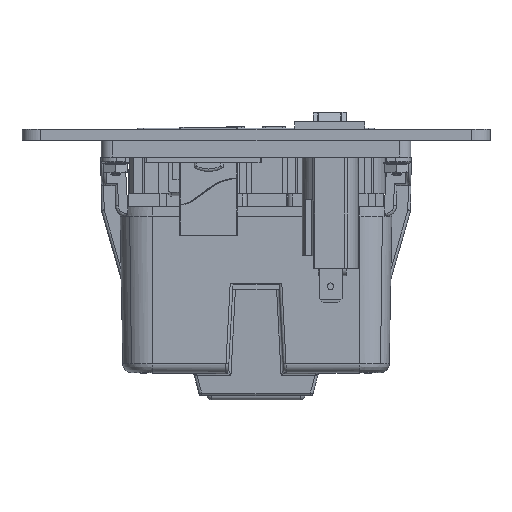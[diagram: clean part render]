
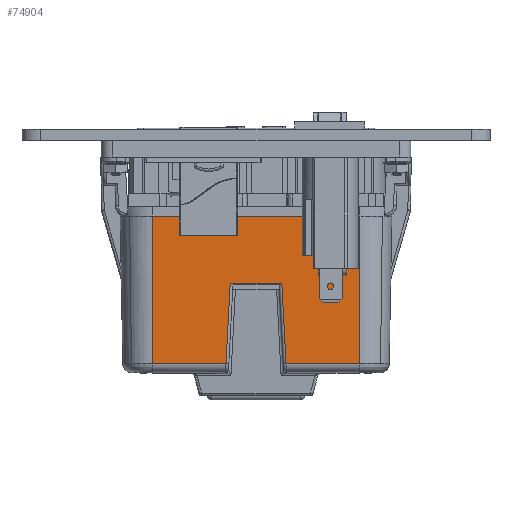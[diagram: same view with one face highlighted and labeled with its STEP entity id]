
A CAD part, front view. The second image highlights one B-rep face of the part: STEP entity #74904.
In plain terms, the highlighted face is planar.
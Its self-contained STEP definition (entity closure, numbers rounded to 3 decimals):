
#1357 = VERTEX_POINT ( 'NONE', #89635 ) ;
#3550 = DIRECTION ( 'NONE',  ( 0., -1., 0. ) ) ;
#9408 = CARTESIAN_POINT ( 'NONE',  ( 23.271, -8.275, -43.224 ) ) ;
#9455 = ORIENTED_EDGE ( 'NONE', *, *, #37198, .T. ) ;
#12314 = VECTOR ( 'NONE', #65049, 1000. ) ;
#12855 = VECTOR ( 'NONE', #147889, 1000. ) ;
#19521 = CARTESIAN_POINT ( 'NONE',  ( 23.981, 0., -2.54 ) ) ;
#22371 = LINE ( 'NONE', #83108, #118097 ) ;
#22547 = EDGE_CURVE ( 'NONE', #126976, #94583, #114746, .T. ) ;
#25404 = DIRECTION ( 'NONE',  ( 0.017, 0.052, 0.998 ) ) ;
#35388 = ORIENTED_EDGE ( 'NONE', *, *, #49447, .T. ) ;
#35538 = ORIENTED_EDGE ( 'NONE', *, *, #154589, .T. ) ;
#37198 = EDGE_CURVE ( 'NONE', #183931, #94583, #41566, .T. ) ;
#38564 = DIRECTION ( 'NONE',  ( 0., 1., 0. ) ) ;
#38693 = VERTEX_POINT ( 'NONE', #64518 ) ;
#41566 = LINE ( 'NONE', #192192, #148679 ) ;
#43171 = VERTEX_POINT ( 'NONE', #82915 ) ;
#44498 = CARTESIAN_POINT ( 'NONE',  ( 23.271, -7.644, -43.224 ) ) ;
#49447 = EDGE_CURVE ( 'NONE', #1357, #56777, #49844, .T. ) ;
#49844 = LINE ( 'NONE', #19521, #12314 ) ;
#56777 = VERTEX_POINT ( 'NONE', #198027 ) ;
#62399 = DIRECTION ( 'NONE',  ( -0.017, 0.052, -0.998 ) ) ;
#62672 = DIRECTION ( 'NONE',  ( 0., 1., 0. ) ) ;
#63131 = EDGE_CURVE ( 'NONE', #43171, #1357, #69756, .T. ) ;
#64518 = CARTESIAN_POINT ( 'NONE',  ( 23.271, 8.275, -43.224 ) ) ;
#65049 = DIRECTION ( 'NONE',  ( 0., -1., 0. ) ) ;
#66648 = PLANE ( 'NONE',  #123252 ) ;
#67559 = VERTEX_POINT ( 'NONE', #158477 ) ;
#69756 = LINE ( 'NONE', #187245, #76423 ) ;
#74326 = CARTESIAN_POINT ( 'NONE',  ( 23.658, -7.112, -21.031 ) ) ;
#74904 = ADVANCED_FACE ( 'NONE', ( #186899 ), #66648, .T. ) ;
#76423 = VECTOR ( 'NONE', #131396, 1000. ) ;
#80405 = CARTESIAN_POINT ( 'NONE',  ( 23.658, 0., -21.031 ) ) ;
#82719 = EDGE_CURVE ( 'NONE', #38693, #43171, #22371, .T. ) ;
#82915 = CARTESIAN_POINT ( 'NONE',  ( 23.271, 28.553, -43.224 ) ) ;
#83108 = CARTESIAN_POINT ( 'NONE',  ( 23.271, 28.553, -43.224 ) ) ;
#88524 = ORIENTED_EDGE ( 'NONE', *, *, #198147, .T. ) ;
#89635 = CARTESIAN_POINT ( 'NONE',  ( 23.981, 28.553, -2.54 ) ) ;
#94583 = VERTEX_POINT ( 'NONE', #74326 ) ;
#97011 = DIRECTION ( 'NONE',  ( -0.017, 0., -1. ) ) ;
#101456 = CARTESIAN_POINT ( 'NONE',  ( 23.981, -28.553, -2.54 ) ) ;
#101794 = VECTOR ( 'NONE', #62672, 1000. ) ;
#103689 = VECTOR ( 'NONE', #62399, 1000. ) ;
#114746 = LINE ( 'NONE', #80405, #133304 ) ;
#118097 = VECTOR ( 'NONE', #38564, 1000. ) ;
#122870 = CARTESIAN_POINT ( 'NONE',  ( 23.658, 7.112, -21.031 ) ) ;
#123252 = AXIS2_PLACEMENT_3D ( 'NONE', #188893, #156620, #97011 ) ;
#126976 = VERTEX_POINT ( 'NONE', #122870 ) ;
#129449 = ORIENTED_EDGE ( 'NONE', *, *, #63131, .T. ) ;
#131396 = DIRECTION ( 'NONE',  ( 0.017, 0., 1. ) ) ;
#133304 = VECTOR ( 'NONE', #3550, 1000. ) ;
#147889 = DIRECTION ( 'NONE',  ( -0.017, 0., -1. ) ) ;
#148679 = VECTOR ( 'NONE', #25404, 1000. ) ;
#150663 = LINE ( 'NONE', #44498, #101794 ) ;
#154589 = EDGE_CURVE ( 'NONE', #67559, #183931, #150663, .T. ) ;
#156366 = CARTESIAN_POINT ( 'NONE',  ( 23.271, 8.273, -43.184 ) ) ;
#156620 = DIRECTION ( 'NONE',  ( 1., 0., -0.017 ) ) ;
#156777 = ORIENTED_EDGE ( 'NONE', *, *, #181027, .T. ) ;
#158477 = CARTESIAN_POINT ( 'NONE',  ( 23.271, -28.553, -43.224 ) ) ;
#162053 = LINE ( 'NONE', #101456, #12855 ) ;
#170479 = LINE ( 'NONE', #156366, #103689 ) ;
#174703 = EDGE_LOOP ( 'NONE', ( #35538, #9455, #183610, #156777, #181720, #129449, #35388, #88524 ) ) ;
#181027 = EDGE_CURVE ( 'NONE', #126976, #38693, #170479, .T. ) ;
#181720 = ORIENTED_EDGE ( 'NONE', *, *, #82719, .T. ) ;
#183610 = ORIENTED_EDGE ( 'NONE', *, *, #22547, .F. ) ;
#183931 = VERTEX_POINT ( 'NONE', #9408 ) ;
#186899 = FACE_OUTER_BOUND ( 'NONE', #174703, .T. ) ;
#187245 = CARTESIAN_POINT ( 'NONE',  ( 23.981, 28.553, -2.54 ) ) ;
#188893 = CARTESIAN_POINT ( 'NONE',  ( 23.981, 0., -2.54 ) ) ;
#192192 = CARTESIAN_POINT ( 'NONE',  ( 23.659, -7.11, -20.991 ) ) ;
#198027 = CARTESIAN_POINT ( 'NONE',  ( 23.981, -28.553, -2.54 ) ) ;
#198147 = EDGE_CURVE ( 'NONE', #56777, #67559, #162053, .T. ) ;
